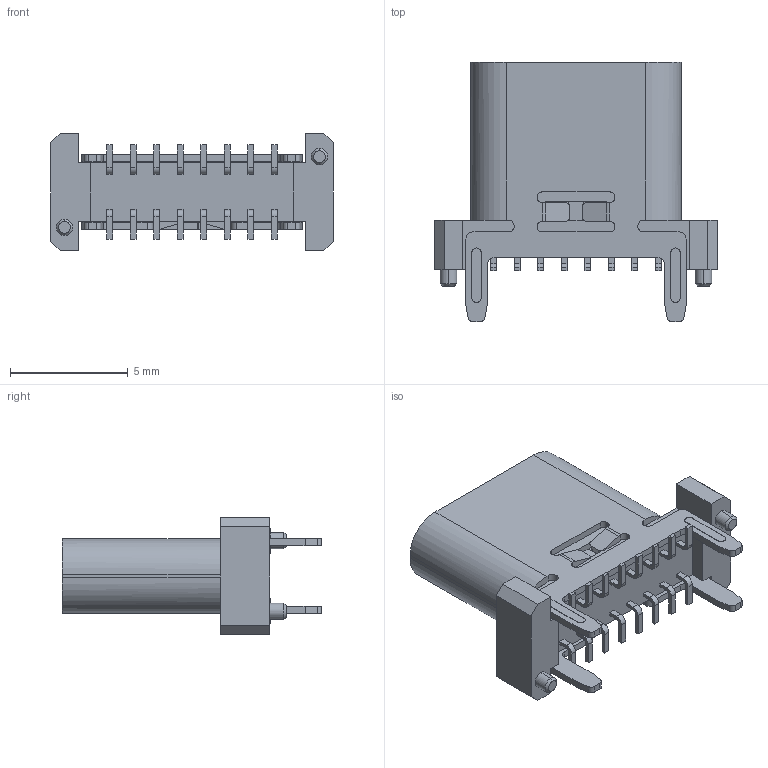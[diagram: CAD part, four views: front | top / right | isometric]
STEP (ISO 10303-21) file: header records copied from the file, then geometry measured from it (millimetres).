
FILE_DESCRIPTION (( 'STEP AP203' ), '1' );
FILE_NAME ('LCK-TCF817-L88YL-G3.STEP', '2025-02-14T09:27:54', ( 'admin' ), ( '' ), 'SwSTEP 2.0', 'SolidWorks 2022', '' );
FILE_SCHEMA (( 'CONFIG_CONTROL_DESIGN' ));
Length unit declared in the file: millimetre
Products named in the file (1): LCK-TCF817-L88YL-G3
Bounding box: 12 x 11 x 5 mm (x, y, z)
Volume: 177.7 mm3; surface area: 624.3 mm2
Topology: 1 solids, 1 shells, 490 faces, 1389 edges, 916 vertices
Faces by surface type: plane 342, cylinder 136, cone 12
Entity records: 16036 total; most frequent: CARTESIAN_POINT 3099, ORIENTED_EDGE 2778, DIRECTION 2565, EDGE_CURVE 1389, VECTOR 1053, LINE 1053, VERTEX_POINT 916, AXIS2_PLACEMENT_3D 756
